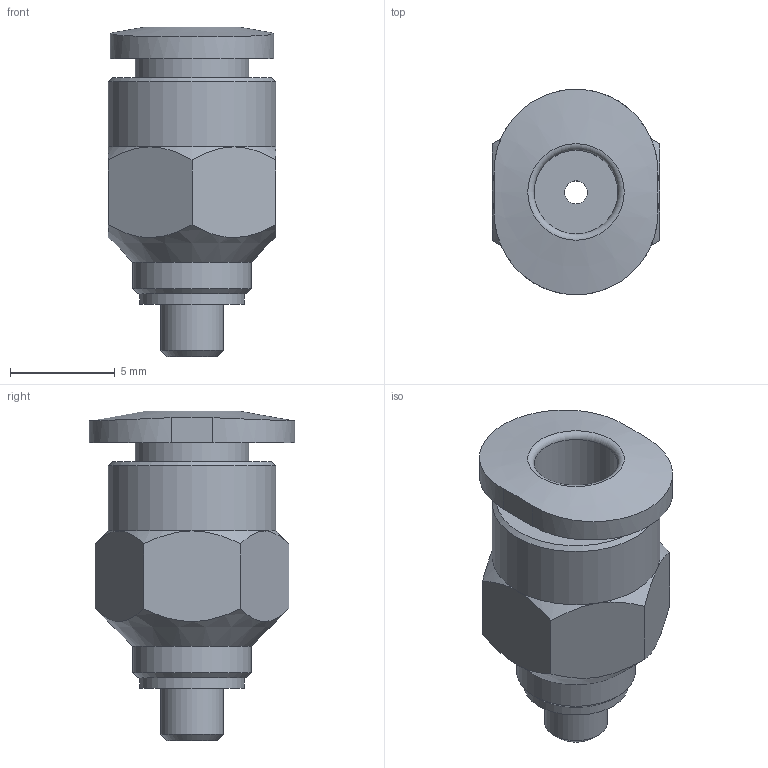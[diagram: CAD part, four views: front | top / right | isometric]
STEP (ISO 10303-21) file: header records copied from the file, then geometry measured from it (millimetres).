
FILE_DESCRIPTION(/* description */ ('STEP AP214'),/* implementation_level */ '2;1');
FILE_NAME(/* name */ '130776_QSM-M3-4-100',/* time_stamp */ '2024-09-14T13:24:36+02:00',/* author */ ('License CC BY-ND 4.0'),/* organization */ ('CADENAS'),/* preprocessor_version */ 'ST-DEVELOPER v19.3',/* originating_system */ 'PARTsolutions',/* authorisation */ ' ');
FILE_SCHEMA (('AUTOMOTIVE_DESIGN {1 0 10303 214 3 1 1}'));
Length unit declared in the file: millimetre
Products named in the file (1): 130776 QSM-M3-4-100
Bounding box: 8 x 9.8 x 15.7 mm (x, y, z)
Volume: 467.2 mm3; surface area: 651.3 mm2
Topology: 1 solids, 1 shells, 35 faces, 74 edges, 45 vertices
Faces by surface type: plane 14, cone 11, cylinder 9, torus 1
Full cylindrical faces by diameter (mm): 1.1 x1, 3 x1, 4 x1, 5 x1, 5.4 x1, 5.65 x1, 8 x1
Entity records: 1158 total; most frequent: CARTESIAN_POINT 220, DIRECTION 134, ORIENTED_EDGE 118, AXIS2_PLACEMENT_3D 61, EDGE_CURVE 59, EDGE_LOOP 54, FACE_BOUND 54, VERTEX_POINT 43
